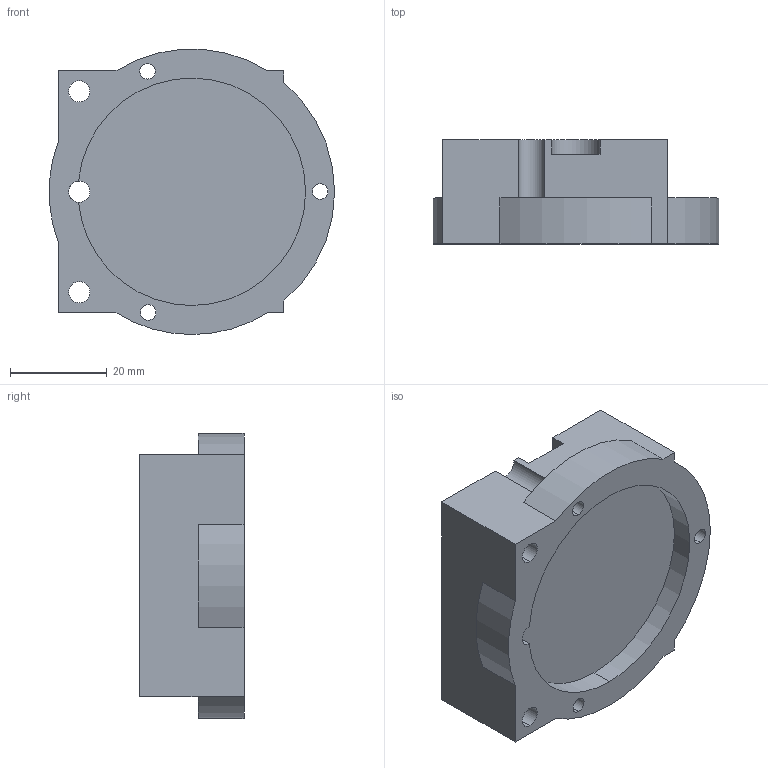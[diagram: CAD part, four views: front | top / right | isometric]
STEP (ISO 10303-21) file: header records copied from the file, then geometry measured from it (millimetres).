
FILE_DESCRIPTION (( 'STEP AP214' ), '1' );
FILE_NAME ('bearing top.step', '2024-01-14T05:52:47', ( '' ), ( '' ), 'SwSTEP 2.0', 'SolidWorks 2022', '' );
FILE_SCHEMA (( 'AUTOMOTIVE_DESIGN' ));
Length unit declared in the file: millimetre
Products named in the file (1): bearing top
Bounding box: 58.92 x 21.5 x 58.91 mm (x, y, z)
Volume: 43870.5 mm3; surface area: 12951.7 mm2
Topology: 1 solids, 1 shells, 57 faces, 153 edges, 102 vertices
Faces by surface type: cylinder 34, plane 23
Entity records: 1875 total; most frequent: DIRECTION 339, CARTESIAN_POINT 313, ORIENTED_EDGE 306, EDGE_CURVE 153, AXIS2_PLACEMENT_3D 128, VERTEX_POINT 102, VECTOR 83, LINE 83
